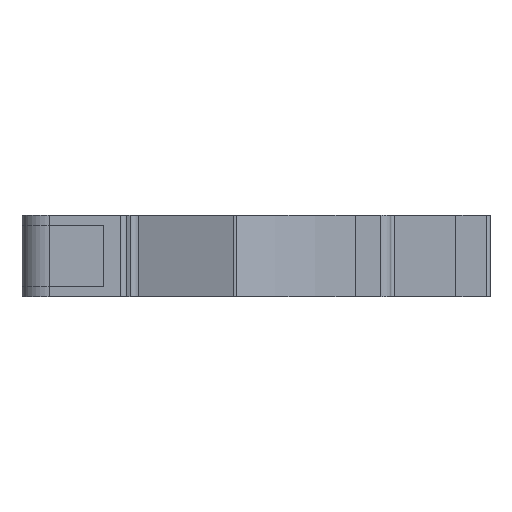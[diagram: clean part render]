
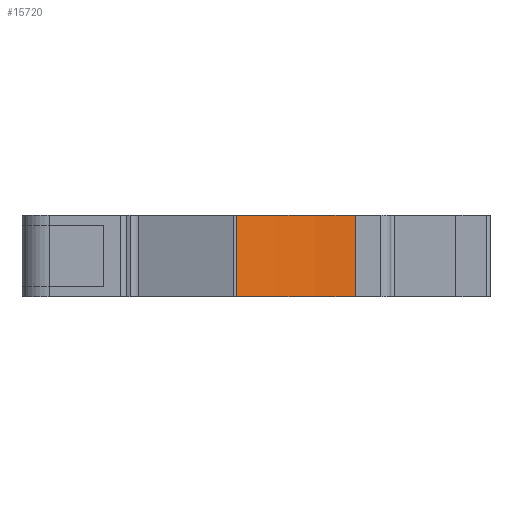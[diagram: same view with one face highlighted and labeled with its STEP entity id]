
A CAD part, left-side view. The second image highlights one B-rep face of the part: STEP entity #15720.
In plain terms, the highlighted cylindrical face has radius 40 mm (diameter 80 mm), a partial arc.
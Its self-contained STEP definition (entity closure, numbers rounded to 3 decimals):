
#5550=CARTESIAN_POINT('',(-27.5,10.2,1.5));
#5560=VERTEX_POINT('',#5550);
#5590=CARTESIAN_POINT('',(-67.5,10.2,1.5));
#5600=DIRECTION('',(0.,0.,1.));
#5610=DIRECTION('',(1.,0.,0.));
#5620=AXIS2_PLACEMENT_3D('',#5590,#5600,#5610);
#5630=CIRCLE('',#5620,40.);
#5640=CARTESIAN_POINT('',(-31.479,27.591,
1.5));
#5650=VERTEX_POINT('',#5640);
#5660=EDGE_CURVE('',#5560,#5650,#5630,.T.);
#8190=CARTESIAN_POINT('',(-31.479,27.591,-10.5));
#8200=VERTEX_POINT('',#8190);
#8230=CARTESIAN_POINT('',(-67.5,10.2,-10.5));
#8240=DIRECTION('',(0.,0.,1.));
#8250=DIRECTION('',(1.,0.,0.));
#8260=AXIS2_PLACEMENT_3D('',#8230,#8240,#8250);
#8270=CIRCLE('',#8260,40.);
#8280=CARTESIAN_POINT('',(-27.5,10.2,-10.5));
#8290=VERTEX_POINT('',#8280);
#8300=EDGE_CURVE('',#8290,#8200,#8270,.T.);
#15450=CARTESIAN_POINT('',(-31.479,27.591,
-11.7));
#15460=DIRECTION('',(0.,0.,1.));
#15470=VECTOR('',#15460,1.);
#15480=LINE('',#15450,#15470);
#15490=EDGE_CURVE('',#8200,#5650,#15480,.T.);
#15560=CARTESIAN_POINT('',(-67.5,10.2,-11.7));
#15570=DIRECTION('',(0.,0.,1.));
#15580=DIRECTION('',(1.,0.,0.));
#15590=AXIS2_PLACEMENT_3D('',#15560,#15570,#15580);
#15600=CYLINDRICAL_SURFACE('',#15590,40.);
#15610=ORIENTED_EDGE('',*,*,#8300,.F.);
#15620=ORIENTED_EDGE('',*,*,#15490,.F.);
#15630=ORIENTED_EDGE('',*,*,#5660,.T.);
#15640=CARTESIAN_POINT('',(-27.5,10.2,-11.7));
#15650=DIRECTION('',(0.,0.,1.));
#15660=VECTOR('',#15650,1.);
#15670=LINE('',#15640,#15660);
#15680=EDGE_CURVE('',#8290,#5560,#15670,.T.);
#15690=ORIENTED_EDGE('',*,*,#15680,.T.);
#15700=EDGE_LOOP('',(#15690,#15630,#15620,#15610));
#15710=FACE_OUTER_BOUND('',#15700,.T.);
#15720=ADVANCED_FACE('',(#15710),#15600,.F.);
